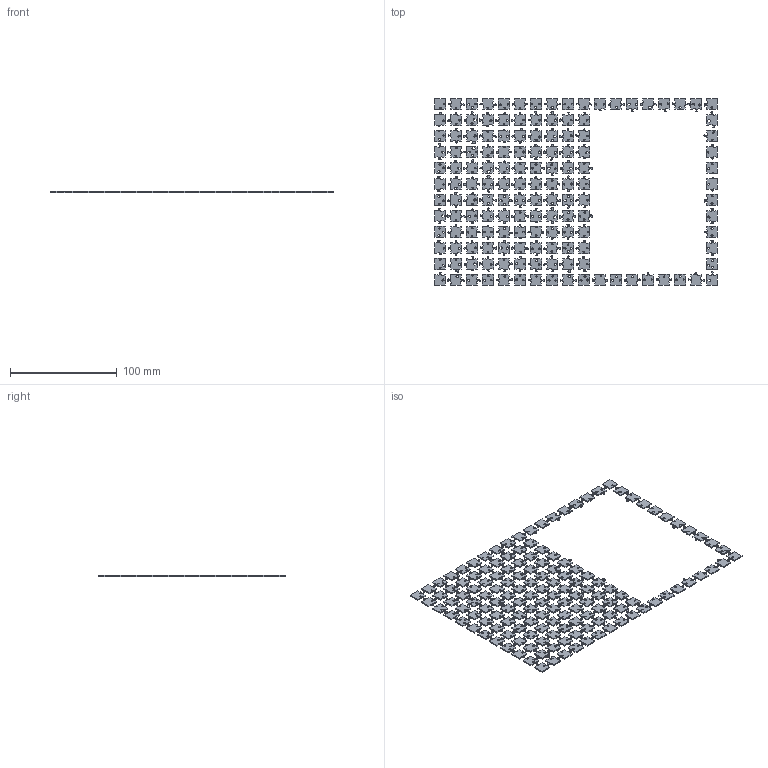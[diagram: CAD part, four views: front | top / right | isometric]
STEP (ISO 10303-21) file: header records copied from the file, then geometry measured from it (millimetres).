
FILE_DESCRIPTION(('HOOPS Exchange Step'),'2;1');
FILE_NAME('temp_export','2024-08-08T11:19:51+08:00',('sharma21'),('Shapr3D Limited'),'HOOPS Exchange 2024.2','Shapr3D','Authorized');
FILE_SCHEMA( ('AUTOMOTIVE_DESIGN { 1 0 10303 214 1 1 1 1 }') );
Length unit declared in the file: millimetre
Products named in the file (1): root
Bounding box: 265 x 175 x 1 mm (x, y, z)
Volume: 14729.8 mm3; surface area: 37952.3 mm2
Topology: 146 solids, 146 shells, 876 faces, 1752 edges, 1168 vertices
Faces by surface type: bspline 524, plane 352
Entity records: 32475 total; most frequent: CARTESIAN_POINT 17865, ORIENTED_EDGE 3504, EDGE_CURVE 1752, DIRECTION 1410, VERTEX_POINT 1168, B_SPLINE_CURVE_WITH_KNOTS 1048, EDGE_LOOP 876, FACE_BOUND 876
